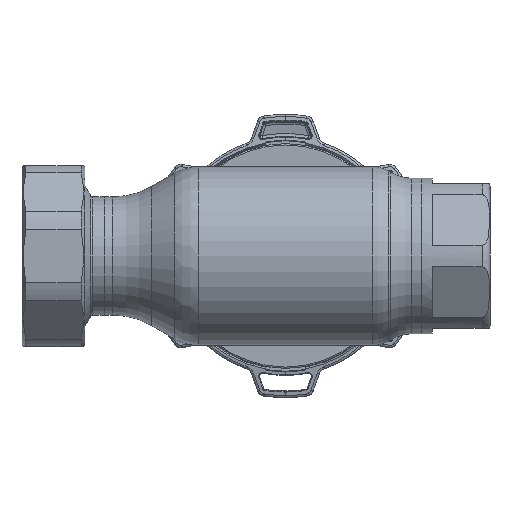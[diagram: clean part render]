
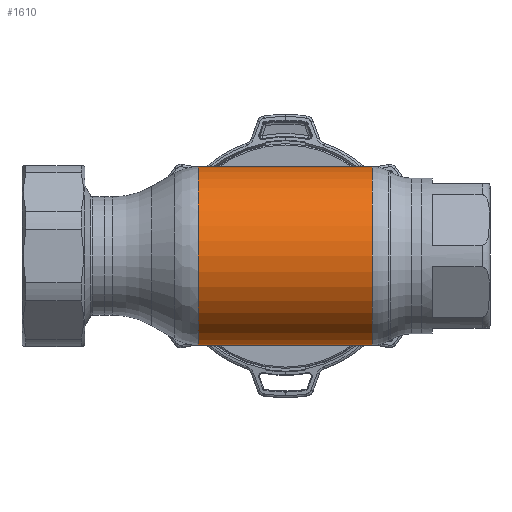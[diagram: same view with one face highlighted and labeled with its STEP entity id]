
A CAD part, front view. The second image highlights one B-rep face of the part: STEP entity #1610.
In plain terms, the highlighted cylindrical face has radius 34 mm (diameter 68 mm), a partial arc.
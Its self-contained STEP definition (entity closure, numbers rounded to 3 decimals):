
#1334 = VERTEX_POINT ( 'NONE', #12053 ) ;
#1610 = ADVANCED_FACE ( 'NONE', ( #26076 ), #30934, .T. ) ;
#2406 = CARTESIAN_POINT ( 'NONE',  ( -33.177, 0., 34. ) ) ;
#3656 = LINE ( 'NONE', #32943, #26825 ) ;
#4495 = DIRECTION ( 'NONE',  ( 0., 0., -1. ) ) ;
#4749 = CIRCLE ( 'NONE', #29736, 34. ) ;
#7531 = DIRECTION ( 'NONE',  ( 1., 0., 0. ) ) ;
#7748 = EDGE_CURVE ( 'NONE', #33610, #1334, #14836, .T. ) ;
#9395 = CARTESIAN_POINT ( 'NONE',  ( -33.177, 0., 0. ) ) ;
#11294 = DIRECTION ( 'NONE',  ( 0., 0., -1. ) ) ;
#12053 = CARTESIAN_POINT ( 'NONE',  ( 33.177, 0., -34. ) ) ;
#12321 = CIRCLE ( 'NONE', #25127, 34. ) ;
#13080 = AXIS2_PLACEMENT_3D ( 'NONE', #20152, #28329, #4495 ) ;
#13353 = VECTOR ( 'NONE', #33869, 1000. ) ;
#14836 = LINE ( 'NONE', #15021, #13353 ) ;
#15021 = CARTESIAN_POINT ( 'NONE',  ( 62.69, 0., -34. ) ) ;
#15065 = ORIENTED_EDGE ( 'NONE', *, *, #32522, .F. ) ;
#16571 = ORIENTED_EDGE ( 'NONE', *, *, #24649, .F. ) ;
#20152 = CARTESIAN_POINT ( 'NONE',  ( 62.69, 0., 0. ) ) ;
#21444 = CARTESIAN_POINT ( 'NONE',  ( -33.177, 0., -34. ) ) ;
#22621 = EDGE_LOOP ( 'NONE', ( #15065, #29224, #22737, #16571 ) ) ;
#22737 = ORIENTED_EDGE ( 'NONE', *, *, #7748, .T. ) ;
#24649 = EDGE_CURVE ( 'NONE', #26395, #1334, #12321, .T. ) ;
#25107 = DIRECTION ( 'NONE',  ( 1., 0., 0. ) ) ;
#25127 = AXIS2_PLACEMENT_3D ( 'NONE', #31375, #7531, #28234 ) ;
#25623 = CARTESIAN_POINT ( 'NONE',  ( 33.177, 0., 34. ) ) ;
#26076 = FACE_OUTER_BOUND ( 'NONE', #22621, .T. ) ;
#26395 = VERTEX_POINT ( 'NONE', #25623 ) ;
#26825 = VECTOR ( 'NONE', #25107, 1000. ) ;
#28234 = DIRECTION ( 'NONE',  ( 0., 0., -1. ) ) ;
#28329 = DIRECTION ( 'NONE',  ( 1., 0., 0. ) ) ;
#29224 = ORIENTED_EDGE ( 'NONE', *, *, #32295, .T. ) ;
#29736 = AXIS2_PLACEMENT_3D ( 'NONE', #9395, #32896, #11294 ) ;
#30934 = CYLINDRICAL_SURFACE ( 'NONE', #13080, 34. ) ;
#31375 = CARTESIAN_POINT ( 'NONE',  ( 33.177, 0., 0. ) ) ;
#32295 = EDGE_CURVE ( 'NONE', #33818, #33610, #4749, .T. ) ;
#32522 = EDGE_CURVE ( 'NONE', #33818, #26395, #3656, .T. ) ;
#32896 = DIRECTION ( 'NONE',  ( 1., 0., 0. ) ) ;
#32943 = CARTESIAN_POINT ( 'NONE',  ( 62.69, 0., 34. ) ) ;
#33610 = VERTEX_POINT ( 'NONE', #21444 ) ;
#33818 = VERTEX_POINT ( 'NONE', #2406 ) ;
#33869 = DIRECTION ( 'NONE',  ( 1., 0., 0. ) ) ;
